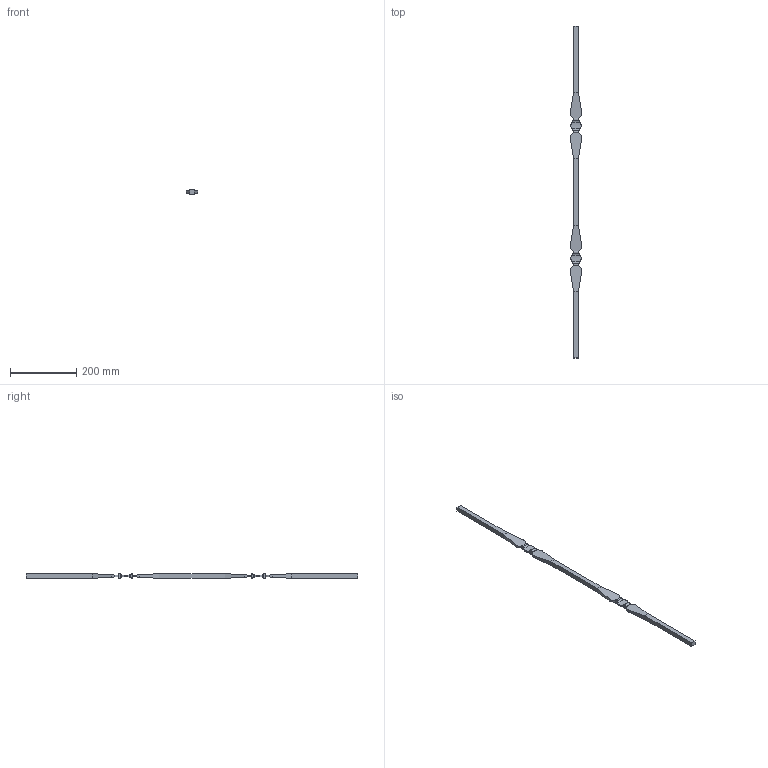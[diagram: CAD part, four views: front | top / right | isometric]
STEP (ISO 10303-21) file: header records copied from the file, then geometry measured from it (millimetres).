
FILE_DESCRIPTION (( 'STEP AP203' ), '1' );
FILE_NAME ('1293.STEP', '2023-05-02T11:21:25', ( '' ), ( '' ), 'SwSTEP 2.0', 'SolidWorks 2018', '' );
FILE_SCHEMA (( 'CONFIG_CONTROL_DESIGN' ));
Length unit declared in the file: millimetre
Products named in the file (1): 1293
Bounding box: 34.97 x 1000 x 14 mm (x, y, z)
Volume: 201227.3 mm3; surface area: 62264.2 mm2
Topology: 1 solids, 1 shells, 302 faces, 817 edges, 534 vertices
Faces by surface type: plane 161, bspline 97, cylinder 44
Entity records: 13868 total; most frequent: CARTESIAN_POINT 6983, ORIENTED_EDGE 1634, DIRECTION 1011, EDGE_CURVE 817, VERTEX_POINT 534, VECTOR 519, LINE 519, EDGE_LOOP 319
